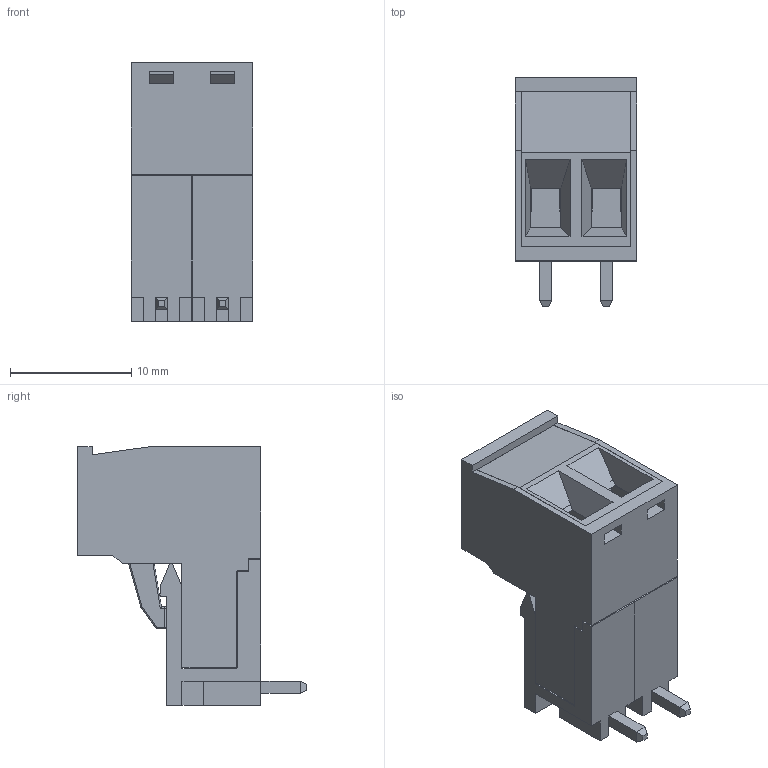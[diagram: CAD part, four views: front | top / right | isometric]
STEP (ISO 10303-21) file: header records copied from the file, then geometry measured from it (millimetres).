
FILE_DESCRIPTION(/* description */ (''),/* implementation_level */ '2;1');
FILE_NAME(/* name */ 'Pluggable terminal block 1x2.step',/* time_stamp */ '2023-07-11T23:39:06+01:00',/* author */ (''),/* organization */ (''),/* preprocessor_version */ 'ST-DEVELOPER v19.2',/* originating_system */ 'Autodesk Translation Framework v12.6.0.85',/* authorisation */ '');
FILE_SCHEMA (('AUTOMOTIVE_DESIGN { 1 0 10303 214 3 1 1 }'));
Length unit declared in the file: millimetre
Products named in the file (11): Pluggable terminal block 1x2; 2P.stp; 6913527100xx_PIN.stp; 6913527100xxCAGE.stp; 6913527100xx_VIS.stp; 691352710002.stp; 691352710002_COFFRE.stp; 1P; 1P (1); Metal; Socket
Assembly tree (15 placements, depth 3):
  Pluggable terminal block 1x2
    2P.stp
      6913527100xx_PIN.stp  x2
      6913527100xxCAGE.stp  x2
      6913527100xx_VIS.stp  x2
      691352710002.stp
      691352710002_COFFRE.stp
    1P
      Metal
      Socket
    1P (1)
      Metal
      Socket
Bounding box: 10 x 18.85 x 21.32 mm (x, y, z)
Volume: 1547.5 mm3; surface area: 4205.7 mm2
Topology: 12 solids, 12 shells, 560 faces, 1518 edges, 982 vertices
Faces by surface type: plane 416, cylinder 124, cone 8, sphere 8, torus 4
Full cylindrical faces by diameter (mm): 2.7 x4, 3.5 x4
Entity records: 12223 total; most frequent: CARTESIAN_POINT 2150, ORIENTED_EDGE 2046, DIRECTION 1993, EDGE_CURVE 1023, LINE 851, VECTOR 851, VERTEX_POINT 664, AXIS2_PLACEMENT_3D 571
